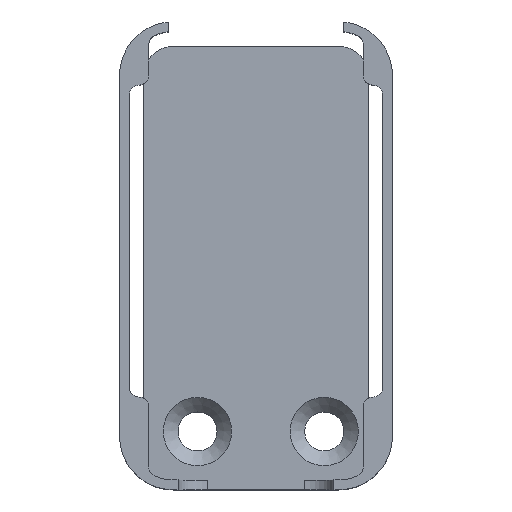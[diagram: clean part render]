
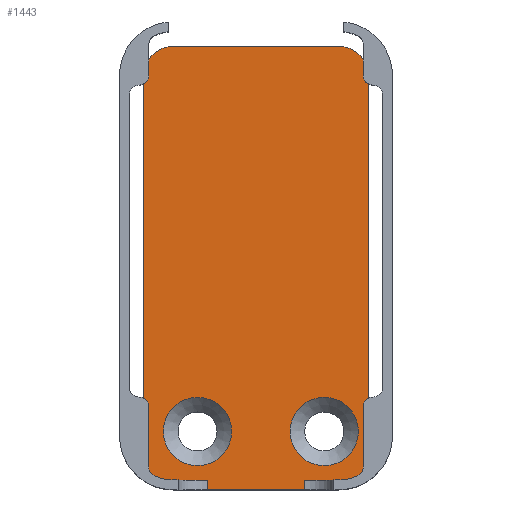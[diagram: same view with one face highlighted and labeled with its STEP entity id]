
A CAD part, top view. The second image highlights one B-rep face of the part: STEP entity #1443.
In plain terms, the highlighted planar face has unit normal (0, 0, 1).
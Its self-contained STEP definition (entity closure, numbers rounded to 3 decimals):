
#19=FACE_BOUND('',#206,.T.);
#20=FACE_BOUND('',#207,.T.);
#65=PLANE('',#1582);
#127=FACE_OUTER_BOUND('',#205,.T.);
#205=EDGE_LOOP('',(#1193,#1194,#1195,#1196,#1197,#1198,#1199,#1200,#1201,
#1202,#1203,#1204,#1205,#1206,#1207,#1208));
#206=EDGE_LOOP('',(#1209));
#207=EDGE_LOOP('',(#1210));
#282=LINE('',#2358,#412);
#304=LINE('',#2416,#434);
#329=LINE('',#2499,#459);
#330=LINE('',#2501,#460);
#331=LINE('',#2503,#461);
#332=LINE('',#2504,#462);
#333=LINE('',#2508,#463);
#334=LINE('',#2512,#464);
#335=LINE('',#2516,#465);
#336=LINE('',#2520,#466);
#412=VECTOR('',#1778,10.);
#434=VECTOR('',#1834,10.);
#459=VECTOR('',#1919,10.);
#460=VECTOR('',#1920,10.);
#461=VECTOR('',#1921,10.);
#462=VECTOR('',#1922,10.);
#463=VECTOR('',#1925,10.);
#464=VECTOR('',#1928,10.);
#465=VECTOR('',#1931,10.);
#466=VECTOR('',#1936,10.);
#527=CIRCLE('',#1544,4.5);
#546=CIRCLE('',#1580,3.5);
#548=CIRCLE('',#1583,0.75);
#549=CIRCLE('',#1584,3.);
#550=CIRCLE('',#1585,3.);
#551=CIRCLE('',#1586,0.75);
#552=CIRCLE('',#1587,4.5);
#553=CIRCLE('',#1588,3.5);
#631=VERTEX_POINT('',#2355);
#632=VERTEX_POINT('',#2357);
#641=VERTEX_POINT('',#2386);
#642=VERTEX_POINT('',#2388);
#651=VERTEX_POINT('',#2414);
#676=VERTEX_POINT('',#2491);
#678=VERTEX_POINT('',#2497);
#679=VERTEX_POINT('',#2498);
#680=VERTEX_POINT('',#2500);
#681=VERTEX_POINT('',#2502);
#682=VERTEX_POINT('',#2505);
#683=VERTEX_POINT('',#2507);
#684=VERTEX_POINT('',#2509);
#685=VERTEX_POINT('',#2511);
#686=VERTEX_POINT('',#2513);
#687=VERTEX_POINT('',#2515);
#688=VERTEX_POINT('',#2518);
#689=VERTEX_POINT('',#2521);
#795=EDGE_CURVE('',#631,#632,#282,.T.);
#811=EDGE_CURVE('',#641,#642,#527,.T.);
#825=EDGE_CURVE('',#651,#641,#304,.T.);
#863=EDGE_CURVE('',#676,#676,#546,.T.);
#866=EDGE_CURVE('',#678,#679,#329,.T.);
#867=EDGE_CURVE('',#680,#678,#330,.T.);
#868=EDGE_CURVE('',#681,#680,#331,.T.);
#869=EDGE_CURVE('',#681,#642,#332,.T.);
#870=EDGE_CURVE('',#682,#651,#548,.T.);
#871=EDGE_CURVE('',#683,#682,#333,.T.);
#872=EDGE_CURVE('',#684,#683,#549,.T.);
#873=EDGE_CURVE('',#685,#684,#334,.T.);
#874=EDGE_CURVE('',#686,#685,#550,.T.);
#875=EDGE_CURVE('',#687,#686,#335,.T.);
#876=EDGE_CURVE('',#632,#687,#551,.T.);
#877=EDGE_CURVE('',#688,#631,#552,.T.);
#878=EDGE_CURVE('',#688,#679,#336,.T.);
#879=EDGE_CURVE('',#689,#689,#553,.T.);
#1193=ORIENTED_EDGE('',*,*,#866,.F.);
#1194=ORIENTED_EDGE('',*,*,#867,.F.);
#1195=ORIENTED_EDGE('',*,*,#868,.F.);
#1196=ORIENTED_EDGE('',*,*,#869,.T.);
#1197=ORIENTED_EDGE('',*,*,#811,.F.);
#1198=ORIENTED_EDGE('',*,*,#825,.F.);
#1199=ORIENTED_EDGE('',*,*,#870,.F.);
#1200=ORIENTED_EDGE('',*,*,#871,.F.);
#1201=ORIENTED_EDGE('',*,*,#872,.F.);
#1202=ORIENTED_EDGE('',*,*,#873,.F.);
#1203=ORIENTED_EDGE('',*,*,#874,.F.);
#1204=ORIENTED_EDGE('',*,*,#875,.F.);
#1205=ORIENTED_EDGE('',*,*,#876,.F.);
#1206=ORIENTED_EDGE('',*,*,#795,.F.);
#1207=ORIENTED_EDGE('',*,*,#877,.F.);
#1208=ORIENTED_EDGE('',*,*,#878,.T.);
#1209=ORIENTED_EDGE('',*,*,#879,.F.);
#1210=ORIENTED_EDGE('',*,*,#863,.F.);
#1443=ADVANCED_FACE('',(#127,#19,#20),#65,.F.);
#1544=AXIS2_PLACEMENT_3D('',#2389,#1807,#1808);
#1580=AXIS2_PLACEMENT_3D('',#2492,#1912,#1913);
#1582=AXIS2_PLACEMENT_3D('',#2496,#1917,#1918);
#1583=AXIS2_PLACEMENT_3D('',#2506,#1923,#1924);
#1584=AXIS2_PLACEMENT_3D('',#2510,#1926,#1927);
#1585=AXIS2_PLACEMENT_3D('',#2514,#1929,#1930);
#1586=AXIS2_PLACEMENT_3D('',#2517,#1932,#1933);
#1587=AXIS2_PLACEMENT_3D('',#2519,#1934,#1935);
#1588=AXIS2_PLACEMENT_3D('',#2522,#1937,#1938);
#1778=DIRECTION('',(0.,1.,0.));
#1807=DIRECTION('center_axis',(0.,0.,-1.));
#1808=DIRECTION('ref_axis',(1.,0.,0.));
#1834=DIRECTION('',(0.,-1.,0.));
#1912=DIRECTION('center_axis',(0.,0.,1.));
#1913=DIRECTION('ref_axis',(1.,0.,0.));
#1917=DIRECTION('center_axis',(0.,0.,-1.));
#1918=DIRECTION('ref_axis',(-1.,0.,0.));
#1919=DIRECTION('',(0.,1.,0.));
#1920=DIRECTION('',(-1.,0.,0.));
#1921=DIRECTION('',(0.,-1.,0.));
#1922=DIRECTION('',(1.,0.,0.));
#1923=DIRECTION('center_axis',(0.,0.,1.));
#1924=DIRECTION('ref_axis',(-0.707,-0.707,0.));
#1925=DIRECTION('',(0.,-1.,0.));
#1926=DIRECTION('center_axis',(0.,0.,-1.));
#1927=DIRECTION('ref_axis',(0.,1.,0.));
#1928=DIRECTION('',(1.,0.,0.));
#1929=DIRECTION('center_axis',(0.,0.,-1.));
#1930=DIRECTION('ref_axis',(-1.,0.,0.));
#1931=DIRECTION('',(0.,1.,0.));
#1932=DIRECTION('center_axis',(0.,0.,1.));
#1933=DIRECTION('ref_axis',(-0.707,-0.707,0.));
#1934=DIRECTION('center_axis',(0.,0.,-1.));
#1935=DIRECTION('ref_axis',(0.,-1.,0.));
#1936=DIRECTION('',(1.,0.,0.));
#1937=DIRECTION('center_axis',(0.,0.,1.));
#1938=DIRECTION('ref_axis',(1.,0.,0.));
#2355=CARTESIAN_POINT('',(-13.,-18.5,0.));
#2357=CARTESIAN_POINT('',(-13.,-17.75,0.));
#2358=CARTESIAN_POINT('',(-13.,9.244,0.));
#2386=CARTESIAN_POINT('',(13.,-18.5,0.));
#2388=CARTESIAN_POINT('',(8.5,-23.,0.));
#2389=CARTESIAN_POINT('Origin',(8.5,-18.5,0.));
#2414=CARTESIAN_POINT('',(13.,-17.75,0.));
#2416=CARTESIAN_POINT('',(13.,-9.256,0.));
#2491=CARTESIAN_POINT('',(3.5,-18.,0.));
#2492=CARTESIAN_POINT('Origin',(7.,-18.,0.));
#2496=CARTESIAN_POINT('Origin',(0.,-0.011,0.));
#2497=CARTESIAN_POINT('',(-5.,-24.,0.));
#2498=CARTESIAN_POINT('',(-5.,-23.,0.));
#2499=CARTESIAN_POINT('',(-5.,-12.006,0.));
#2500=CARTESIAN_POINT('',(5.,-24.,0.));
#2501=CARTESIAN_POINT('',(8.5,-24.,0.));
#2502=CARTESIAN_POINT('',(5.,-23.,0.));
#2503=CARTESIAN_POINT('',(5.,-11.506,0.));
#2504=CARTESIAN_POINT('',(4.25,-23.,0.));
#2505=CARTESIAN_POINT('',(11.5,-17.75,0.));
#2506=CARTESIAN_POINT('Origin',(12.25,-17.75,0.));
#2507=CARTESIAN_POINT('',(11.5,18.5,0.));
#2508=CARTESIAN_POINT('',(11.5,18.5,0.));
#2509=CARTESIAN_POINT('',(8.5,21.5,0.));
#2510=CARTESIAN_POINT('Origin',(8.5,18.5,0.));
#2511=CARTESIAN_POINT('',(-8.5,21.5,0.));
#2512=CARTESIAN_POINT('',(-8.5,21.5,0.));
#2513=CARTESIAN_POINT('',(-11.5,18.5,0.));
#2514=CARTESIAN_POINT('Origin',(-8.5,18.5,0.));
#2515=CARTESIAN_POINT('',(-11.5,-17.75,0.));
#2516=CARTESIAN_POINT('',(-11.5,-18.5,0.));
#2517=CARTESIAN_POINT('Origin',(-12.25,-17.75,0.));
#2518=CARTESIAN_POINT('',(-8.5,-23.,0.));
#2519=CARTESIAN_POINT('Origin',(-8.5,-18.5,0.));
#2520=CARTESIAN_POINT('',(-4.,-23.,0.));
#2521=CARTESIAN_POINT('',(-9.5,-18.,0.));
#2522=CARTESIAN_POINT('Origin',(-6.,-18.,0.));
